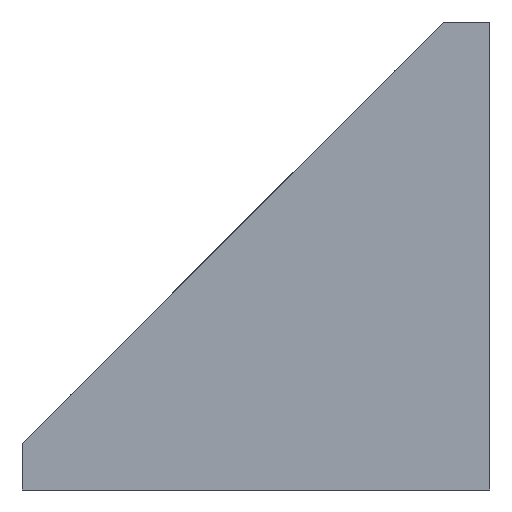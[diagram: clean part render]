
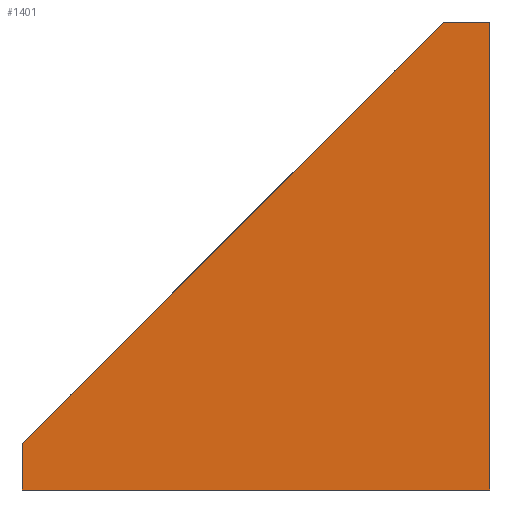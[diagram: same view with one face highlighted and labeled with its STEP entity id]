
A CAD part, left-side view. The second image highlights one B-rep face of the part: STEP entity #1401.
In plain terms, the highlighted planar face has unit normal (-1, 0, 0).
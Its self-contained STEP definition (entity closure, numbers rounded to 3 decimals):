
#33 = PLANE ( 'NONE',  #450 ) ;
#60 = VERTEX_POINT ( 'NONE', #175 ) ;
#98 = CARTESIAN_POINT ( 'NONE',  ( -21., 86., 8.5 ) ) ;
#175 = CARTESIAN_POINT ( 'NONE',  ( -21., 8.5, 86. ) ) ;
#203 = DIRECTION ( 'NONE',  ( 1., 0., 0. ) ) ;
#344 = LINE ( 'NONE', #1991, #988 ) ;
#450 = AXIS2_PLACEMENT_3D ( 'NONE', #1180, #203, #1579 ) ;
#500 = LINE ( 'NONE', #2105, #2004 ) ;
#511 = ORIENTED_EDGE ( 'NONE', *, *, #739, .F. ) ;
#601 = VERTEX_POINT ( 'NONE', #1301 ) ;
#644 = LINE ( 'NONE', #98, #1571 ) ;
#739 = EDGE_CURVE ( 'NONE', #1084, #601, #500, .T. ) ;
#774 = DIRECTION ( 'NONE',  ( 0., 0., 1. ) ) ;
#815 = EDGE_LOOP ( 'NONE', ( #1560, #511, #1263, #2230, #1739 ) ) ;
#831 = DIRECTION ( 'NONE',  ( 0., 0., -1. ) ) ;
#919 = EDGE_CURVE ( 'NONE', #601, #1290, #1020, .T. ) ;
#923 = VERTEX_POINT ( 'NONE', #1782 ) ;
#988 = VECTOR ( 'NONE', #831, 1000. ) ;
#1014 = EDGE_CURVE ( 'NONE', #923, #1084, #344, .T. ) ;
#1020 = LINE ( 'NONE', #2533, #1941 ) ;
#1084 = VERTEX_POINT ( 'NONE', #1472 ) ;
#1109 = DIRECTION ( 'NONE',  ( 0., 1., 0. ) ) ;
#1180 = CARTESIAN_POINT ( 'NONE',  ( -21., 0., 0. ) ) ;
#1245 = CARTESIAN_POINT ( 'NONE',  ( -21., 0., 86. ) ) ;
#1263 = ORIENTED_EDGE ( 'NONE', *, *, #1014, .F. ) ;
#1290 = VERTEX_POINT ( 'NONE', #1605 ) ;
#1292 = DIRECTION ( 'NONE',  ( 0., -0.707, 0.707 ) ) ;
#1301 = CARTESIAN_POINT ( 'NONE',  ( -21., 86., 0. ) ) ;
#1401 = ADVANCED_FACE ( 'NONE', ( #1513 ), #33, .F. ) ;
#1437 = DIRECTION ( 'NONE',  ( 0., -1., 0. ) ) ;
#1472 = CARTESIAN_POINT ( 'NONE',  ( -21., 0., 0. ) ) ;
#1513 = FACE_OUTER_BOUND ( 'NONE', #815, .T. ) ;
#1560 = ORIENTED_EDGE ( 'NONE', *, *, #919, .F. ) ;
#1571 = VECTOR ( 'NONE', #1292, 1000. ) ;
#1579 = DIRECTION ( 'NONE',  ( 0., 1., 0. ) ) ;
#1605 = CARTESIAN_POINT ( 'NONE',  ( -21., 86., 8.5 ) ) ;
#1739 = ORIENTED_EDGE ( 'NONE', *, *, #2380, .F. ) ;
#1782 = CARTESIAN_POINT ( 'NONE',  ( -21., 0., 86. ) ) ;
#1941 = VECTOR ( 'NONE', #774, 1000. ) ;
#1991 = CARTESIAN_POINT ( 'NONE',  ( -21., 0., 0. ) ) ;
#2004 = VECTOR ( 'NONE', #1109, 1000. ) ;
#2105 = CARTESIAN_POINT ( 'NONE',  ( -21., 0., 0. ) ) ;
#2230 = ORIENTED_EDGE ( 'NONE', *, *, #2258, .F. ) ;
#2258 = EDGE_CURVE ( 'NONE', #60, #923, #2402, .T. ) ;
#2330 = VECTOR ( 'NONE', #1437, 1000. ) ;
#2380 = EDGE_CURVE ( 'NONE', #1290, #60, #644, .T. ) ;
#2402 = LINE ( 'NONE', #1245, #2330 ) ;
#2533 = CARTESIAN_POINT ( 'NONE',  ( -21., 86., 0. ) ) ;
